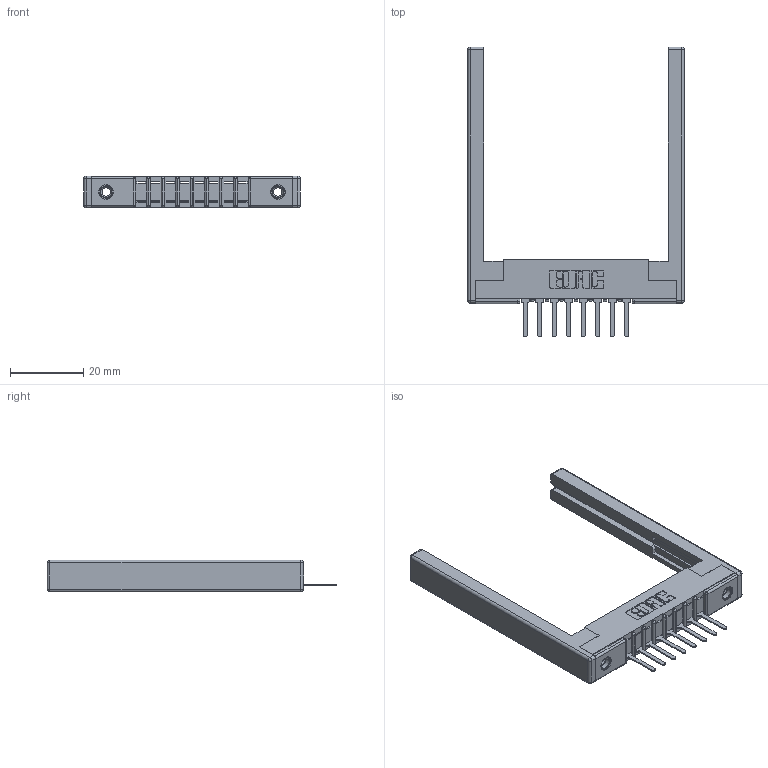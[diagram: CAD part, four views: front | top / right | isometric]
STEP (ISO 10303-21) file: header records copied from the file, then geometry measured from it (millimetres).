
FILE_DESCRIPTION (( 'STEP AP203' ), '1' );
FILE_NAME ('357-008-527-168.STEP', '2019-09-13T18:28:40', ( '' ), ( '' ), 'SwSTEP 2.0', 'SolidWorks 2016', '' );
FILE_SCHEMA (( 'CONFIG_CONTROL_DESIGN' ));
Length unit declared in the file: inch
Products named in the file (5): 345-250-001_345-250-001-102; 307-220-068; 307-290-001_527; 357-008-527-168; 307 Part_.156 Dia Mounting Holes
Assembly tree (13 placements, depth 2):
  357-008-527-168
    307 Part_.156 Dia Mounting Holes
    307-290-001_527  x8
    307-220-068  x2
    345-250-001_345-250-001-102  x2
Bounding box: 59.13 x 79.07 x 8.71 mm (x, y, z)
Volume: 8344.9 mm3; surface area: 9477.1 mm2
Topology: 13 solids, 13 shells, 729 faces, 2009 edges, 1282 vertices
Faces by surface type: plane 454, cylinder 233, sphere 26, cone 12, torus 4
Entity records: 13777 total; most frequent: CARTESIAN_POINT 2273, DIRECTION 2248, ORIENTED_EDGE 2248, EDGE_CURVE 1124, LINE 846, VECTOR 846, VERTEX_POINT 726, AXIS2_PLACEMENT_3D 701
